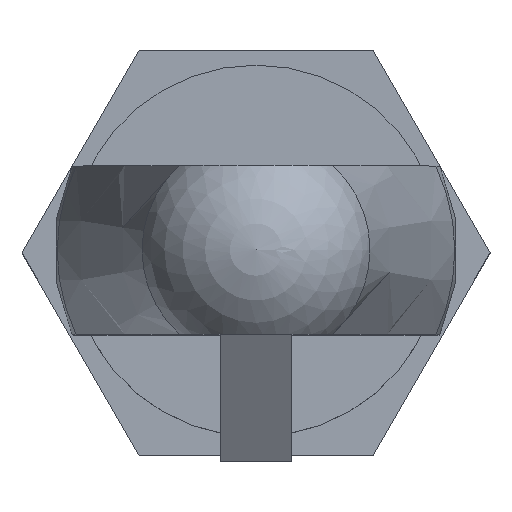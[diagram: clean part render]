
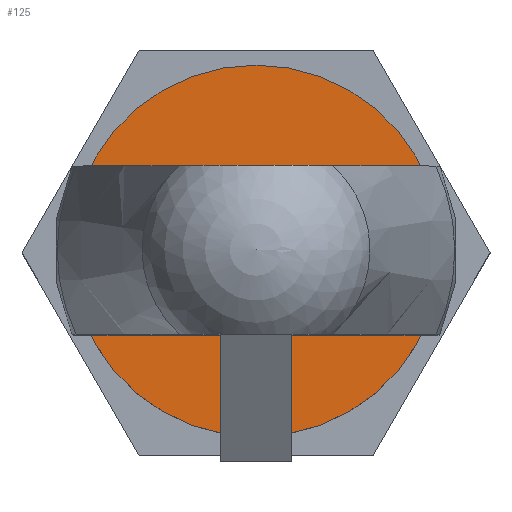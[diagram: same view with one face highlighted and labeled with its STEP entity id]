
A CAD part, top view. The second image highlights one B-rep face of the part: STEP entity #125.
In plain terms, the highlighted planar face has unit normal (0, 0, 1).
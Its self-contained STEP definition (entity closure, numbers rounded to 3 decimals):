
#125 = ADVANCED_FACE( '', ( #262, #263 ), #264, .F. );
#262 = FACE_OUTER_BOUND( '', #447, .T. );
#263 = FACE_BOUND( '', #448, .T. );
#264 = PLANE( '', #449 );
#447 = EDGE_LOOP( '', ( #753 ) );
#448 = EDGE_LOOP( '', ( #754, #755, #756, #757 ) );
#449 = AXIS2_PLACEMENT_3D( '', #758, #759, #760 );
#753 = ORIENTED_EDGE( '', *, *, #886, .F. );
#754 = ORIENTED_EDGE( '', *, *, #939, .F. );
#755 = ORIENTED_EDGE( '', *, *, #897, .T. );
#756 = ORIENTED_EDGE( '', *, *, #856, .F. );
#757 = ORIENTED_EDGE( '', *, *, #961, .T. );
#758 = CARTESIAN_POINT( '', ( 0., 0., 0. ) );
#759 = DIRECTION( '', ( 0., 0., -1. ) );
#760 = DIRECTION( '', ( -1., 0., 0. ) );
#856 = EDGE_CURVE( '', #1009, #1011, #1012, .T. );
#886 = EDGE_CURVE( '', #1065, #1065, #1066, .T. );
#897 = EDGE_CURVE( '', #1081, #1011, #1082, .T. );
#939 = EDGE_CURVE( '', #1081, #1141, #1142, .T. );
#961 = EDGE_CURVE( '', #1009, #1141, #1169, .T. );
#1009 = VERTEX_POINT( '', #1224 );
#1011 = VERTEX_POINT( '', #1229 );
#1012 = LINE( '', #1230, #1231 );
#1065 = VERTEX_POINT( '', #1325 );
#1066 = CIRCLE( '', #1326, 2.2 );
#1081 = VERTEX_POINT( '', #1348 );
#1082 = CIRCLE( '', #1349, 1.6 );
#1141 = VERTEX_POINT( '', #1437 );
#1142 = LINE( '', #1438, #1439 );
#1169 = CIRCLE( '', #1492, 1.6 );
#1224 = CARTESIAN_POINT( '', ( 1.249, 1., 0. ) );
#1229 = CARTESIAN_POINT( '', ( -1.249, 1., 0. ) );
#1230 = CARTESIAN_POINT( '', ( -1.6, 1., 0. ) );
#1231 = VECTOR( '', #1548, 1000. );
#1325 = CARTESIAN_POINT( '', ( -2.2, 0., 0. ) );
#1326 = AXIS2_PLACEMENT_3D( '', #1578, #1579, #1580 );
#1348 = CARTESIAN_POINT( '', ( -1.249, -1., 0. ) );
#1349 = AXIS2_PLACEMENT_3D( '', #1588, #1589, #1590 );
#1437 = CARTESIAN_POINT( '', ( 1.249, -1., 0. ) );
#1438 = CARTESIAN_POINT( '', ( -1.6, -1., 0. ) );
#1439 = VECTOR( '', #1637, 1000. );
#1492 = AXIS2_PLACEMENT_3D( '', #1656, #1657, #1658 );
#1548 = DIRECTION( '', ( -1., 0., 0. ) );
#1578 = CARTESIAN_POINT( '', ( 0., 0., 0. ) );
#1579 = DIRECTION( '', ( 0., 0., -1. ) );
#1580 = DIRECTION( '', ( -1., 0., 0. ) );
#1588 = CARTESIAN_POINT( '', ( 0., 0., 0. ) );
#1589 = DIRECTION( '', ( 0., 0., -1. ) );
#1590 = DIRECTION( '', ( -1., 0., 0. ) );
#1637 = DIRECTION( '', ( 1., 0., 0. ) );
#1656 = CARTESIAN_POINT( '', ( 0., 0., 0. ) );
#1657 = DIRECTION( '', ( 0., 0., -1. ) );
#1658 = DIRECTION( '', ( -1., 0., 0. ) );
